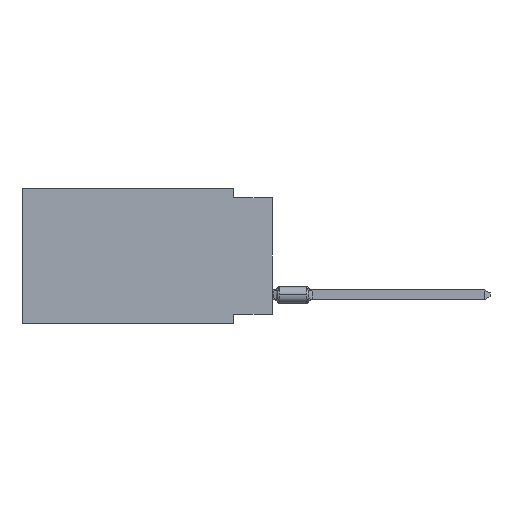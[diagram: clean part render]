
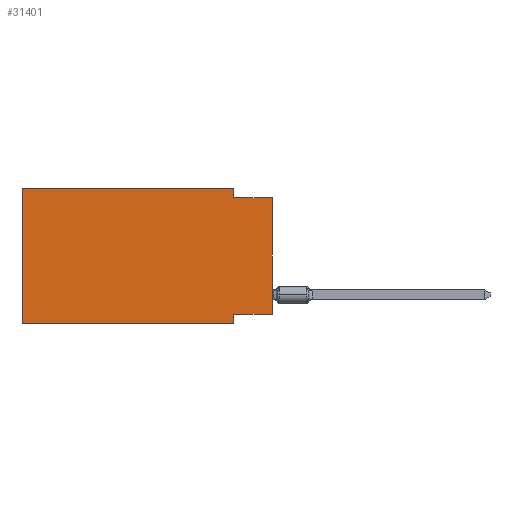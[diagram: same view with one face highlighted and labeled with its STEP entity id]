
A CAD part, left-side view. The second image highlights one B-rep face of the part: STEP entity #31401.
In plain terms, the highlighted planar face has unit normal (-1, 0, 0).
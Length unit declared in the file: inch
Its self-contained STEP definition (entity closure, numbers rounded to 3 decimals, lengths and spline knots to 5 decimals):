
#661 = CARTESIAN_POINT ( 'NONE',  ( 0., 0.645, 0. ) ) ;
#859 = CARTESIAN_POINT ( 'NONE',  ( 0., 0.645, 0. ) ) ;
#1357 = EDGE_CURVE ( 'NONE', #21852, #14180, #10496, .T. ) ;
#1452 = CARTESIAN_POINT ( 'NONE',  ( 0., 0.1, 0. ) ) ;
#1768 = LINE ( 'NONE', #19011, #3595 ) ;
#1868 = ORIENTED_EDGE ( 'NONE', *, *, #12790, .F. ) ;
#2032 = VECTOR ( 'NONE', #16367, 39.37008 ) ;
#2340 = VERTEX_POINT ( 'NONE', #22287 ) ;
#3293 = CARTESIAN_POINT ( 'NONE',  ( 0., 0.1, -0.325 ) ) ;
#3485 = DIRECTION ( 'NONE',  ( 1., 0., 0. ) ) ;
#3595 = VECTOR ( 'NONE', #12953, 39.37008 ) ;
#3719 = VECTOR ( 'NONE', #10812, 39.37008 ) ;
#4893 = EDGE_CURVE ( 'NONE', #14180, #2340, #12888, .T. ) ;
#5339 = CARTESIAN_POINT ( 'NONE',  ( 0., 0., -0.325 ) ) ;
#5849 = CARTESIAN_POINT ( 'NONE',  ( 0., 0., 0. ) ) ;
#6163 = LINE ( 'NONE', #16507, #3719 ) ;
#6537 = DIRECTION ( 'NONE',  ( 0., 0., 1. ) ) ;
#6780 = DIRECTION ( 'NONE',  ( 0., 0., -1. ) ) ;
#6902 = VERTEX_POINT ( 'NONE', #13359 ) ;
#7007 = ORIENTED_EDGE ( 'NONE', *, *, #30253, .T. ) ;
#7875 = ORIENTED_EDGE ( 'NONE', *, *, #4893, .F. ) ;
#8765 = EDGE_CURVE ( 'NONE', #17244, #6902, #33185, .T. ) ;
#9500 = PLANE ( 'NONE',  #21135 ) ;
#10496 = LINE ( 'NONE', #5339, #2032 ) ;
#10516 = DIRECTION ( 'NONE',  ( 0., -1., 0. ) ) ;
#10812 = DIRECTION ( 'NONE',  ( 0., -1., 0. ) ) ;
#11001 = EDGE_LOOP ( 'NONE', ( #20047, #30170, #1868, #29137, #14729, #7007, #7875, #13875 ) ) ;
#11670 = CARTESIAN_POINT ( 'NONE',  ( 0., 0.1, 0. ) ) ;
#11902 = EDGE_CURVE ( 'NONE', #6902, #21322, #1768, .T. ) ;
#12041 = CARTESIAN_POINT ( 'NONE',  ( 0., 0., -0.325 ) ) ;
#12219 = VERTEX_POINT ( 'NONE', #23060 ) ;
#12790 = EDGE_CURVE ( 'NONE', #21322, #25154, #21315, .T. ) ;
#12888 = LINE ( 'NONE', #17884, #22267 ) ;
#12953 = DIRECTION ( 'NONE',  ( 0., -1., 0. ) ) ;
#13359 = CARTESIAN_POINT ( 'NONE',  ( 0., 0.645, 0. ) ) ;
#13875 = ORIENTED_EDGE ( 'NONE', *, *, #1357, .F. ) ;
#14180 = VERTEX_POINT ( 'NONE', #3293 ) ;
#14429 = EDGE_CURVE ( 'NONE', #25154, #12219, #6163, .T. ) ;
#14729 = ORIENTED_EDGE ( 'NONE', *, *, #8765, .F. ) ;
#16367 = DIRECTION ( 'NONE',  ( 0., 1., 0. ) ) ;
#16388 = LINE ( 'NONE', #26883, #25603 ) ;
#16507 = CARTESIAN_POINT ( 'NONE',  ( 0., 0., -0.025 ) ) ;
#16707 = VECTOR ( 'NONE', #6780, 39.37008 ) ;
#17244 = VERTEX_POINT ( 'NONE', #21872 ) ;
#17863 = CARTESIAN_POINT ( 'NONE',  ( 0., 0.1, -0.025 ) ) ;
#17884 = CARTESIAN_POINT ( 'NONE',  ( 0., 0.1, -0.35 ) ) ;
#19011 = CARTESIAN_POINT ( 'NONE',  ( 0., 0.645, 0. ) ) ;
#20047 = ORIENTED_EDGE ( 'NONE', *, *, #33197, .T. ) ;
#21135 = AXIS2_PLACEMENT_3D ( 'NONE', #661, #3485, #33488 ) ;
#21315 = LINE ( 'NONE', #1452, #16707 ) ;
#21322 = VERTEX_POINT ( 'NONE', #11670 ) ;
#21852 = VERTEX_POINT ( 'NONE', #12041 ) ;
#21872 = CARTESIAN_POINT ( 'NONE',  ( 0., 0.645, -0.35 ) ) ;
#22267 = VECTOR ( 'NONE', #28715, 39.37008 ) ;
#22287 = CARTESIAN_POINT ( 'NONE',  ( 0., 0.1, -0.35 ) ) ;
#22555 = LINE ( 'NONE', #5849, #23511 ) ;
#23060 = CARTESIAN_POINT ( 'NONE',  ( 0., 0., -0.025 ) ) ;
#23511 = VECTOR ( 'NONE', #6537, 39.37008 ) ;
#25154 = VERTEX_POINT ( 'NONE', #17863 ) ;
#25603 = VECTOR ( 'NONE', #10516, 39.37008 ) ;
#26883 = CARTESIAN_POINT ( 'NONE',  ( 0., 0.645, -0.35 ) ) ;
#28715 = DIRECTION ( 'NONE',  ( 0., 0., -1. ) ) ;
#29137 = ORIENTED_EDGE ( 'NONE', *, *, #11902, .F. ) ;
#30170 = ORIENTED_EDGE ( 'NONE', *, *, #14429, .F. ) ;
#30253 = EDGE_CURVE ( 'NONE', #17244, #2340, #16388, .T. ) ;
#31401 = ADVANCED_FACE ( 'NONE', ( #33154 ), #9500, .F. ) ;
#33025 = DIRECTION ( 'NONE',  ( 0., 0., 1. ) ) ;
#33154 = FACE_OUTER_BOUND ( 'NONE', #11001, .T. ) ;
#33185 = LINE ( 'NONE', #859, #34541 ) ;
#33197 = EDGE_CURVE ( 'NONE', #21852, #12219, #22555, .T. ) ;
#33488 = DIRECTION ( 'NONE',  ( 0., 0., -1. ) ) ;
#34541 = VECTOR ( 'NONE', #33025, 39.37008 ) ;
